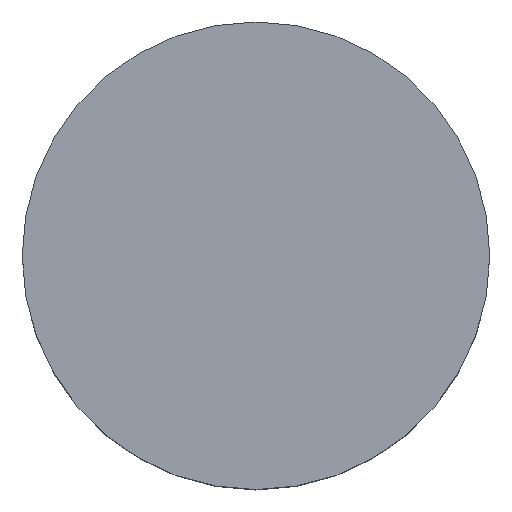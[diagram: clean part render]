
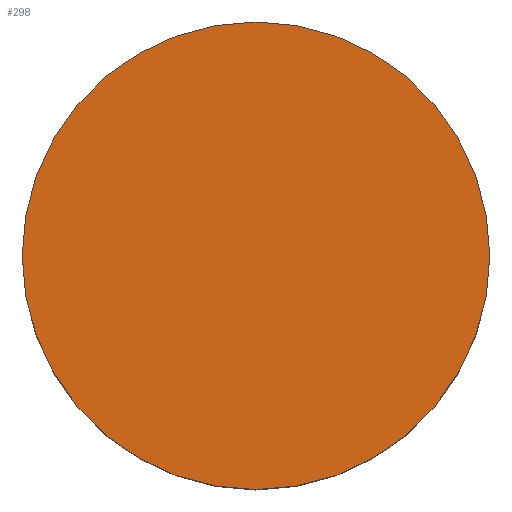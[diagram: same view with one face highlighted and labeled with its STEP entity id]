
A CAD part, top view. The second image highlights one B-rep face of the part: STEP entity #298.
In plain terms, the highlighted planar face has unit normal (0, 0, 1).
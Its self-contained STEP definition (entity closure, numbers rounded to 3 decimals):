
#25 = CARTESIAN_POINT ( 'NONE',  ( -3., 0., 0. ) ) ;
#27 = CARTESIAN_POINT ( 'NONE',  ( 0., 0., 0. ) ) ;
#59 = AXIS2_PLACEMENT_3D ( 'NONE', #245, #92, #348 ) ;
#72 = AXIS2_PLACEMENT_3D ( 'NONE', #202, #179, #177 ) ;
#74 = DIRECTION ( 'NONE',  ( 1., 0., 0. ) ) ;
#76 = VERTEX_POINT ( 'NONE', #25 ) ;
#77 = DIRECTION ( 'NONE',  ( 0., 0., 1. ) ) ;
#83 = VERTEX_POINT ( 'NONE', #207 ) ;
#92 = DIRECTION ( 'NONE',  ( 0., 0., 1. ) ) ;
#98 = EDGE_CURVE ( 'NONE', #76, #83, #253, .T. ) ;
#101 = ORIENTED_EDGE ( 'NONE', *, *, #248, .T. ) ;
#104 = PLANE ( 'NONE',  #336 ) ;
#177 = DIRECTION ( 'NONE',  ( 1., 0., 0. ) ) ;
#179 = DIRECTION ( 'NONE',  ( 0., 0., 1. ) ) ;
#202 = CARTESIAN_POINT ( 'NONE',  ( 0., 0., 0. ) ) ;
#207 = CARTESIAN_POINT ( 'NONE',  ( 3., 0., 0. ) ) ;
#219 = FACE_OUTER_BOUND ( 'NONE', #277, .T. ) ;
#245 = CARTESIAN_POINT ( 'NONE',  ( 0., 0., 0. ) ) ;
#248 = EDGE_CURVE ( 'NONE', #83, #76, #303, .T. ) ;
#253 = CIRCLE ( 'NONE', #72, 3. ) ;
#255 = ORIENTED_EDGE ( 'NONE', *, *, #98, .T. ) ;
#277 = EDGE_LOOP ( 'NONE', ( #101, #255 ) ) ;
#298 = ADVANCED_FACE ( 'NONE', ( #219 ), #104, .T. ) ;
#303 = CIRCLE ( 'NONE', #59, 3. ) ;
#336 = AXIS2_PLACEMENT_3D ( 'NONE', #27, #77, #74 ) ;
#348 = DIRECTION ( 'NONE',  ( 1., 0., 0. ) ) ;
